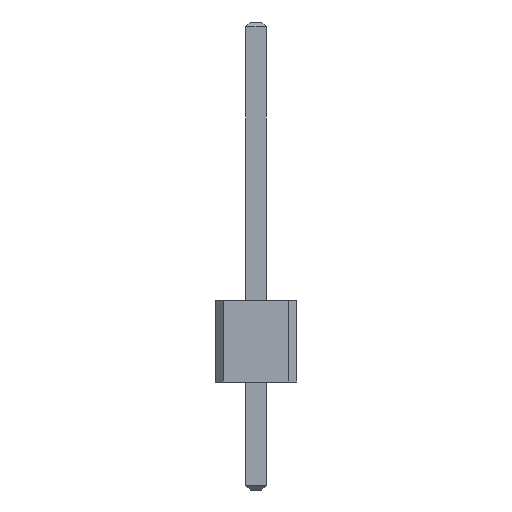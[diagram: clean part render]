
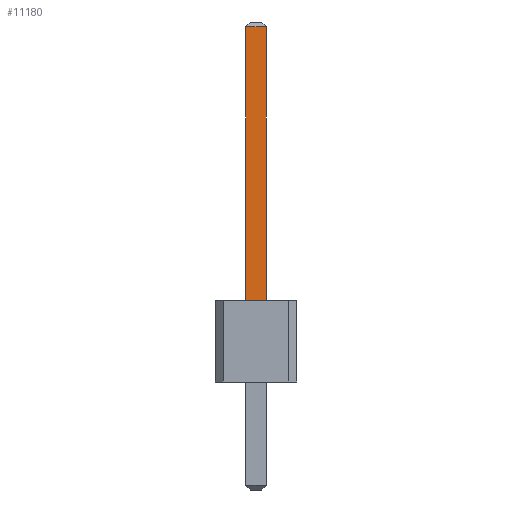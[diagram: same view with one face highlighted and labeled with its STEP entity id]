
A CAD part, front view. The second image highlights one B-rep face of the part: STEP entity #11180.
In plain terms, the highlighted face is planar.
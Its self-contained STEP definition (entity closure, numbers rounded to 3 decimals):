
#111 = PLANE('',#112);
#112 = AXIS2_PLACEMENT_3D('',#113,#114,#115);
#113 = CARTESIAN_POINT('',(11.43,0.,2.5));
#114 = DIRECTION('',(0.,0.,1.));
#115 = DIRECTION('',(1.,0.,0.));
#5325 = VERTEX_POINT('',#5326);
#5326 = CARTESIAN_POINT('',(23.18,-0.32,2.5));
#5341 = PLANE('',#5342);
#5342 = AXIS2_PLACEMENT_3D('',#5343,#5344,#5345);
#5343 = CARTESIAN_POINT('',(22.54,-0.32,-3.3));
#5344 = DIRECTION('',(0.,1.,0.));
#5345 = DIRECTION('',(1.,0.,0.));
#5379 = VERTEX_POINT('',#5380);
#5380 = CARTESIAN_POINT('',(23.18,0.32,2.5));
#5393 = PLANE('',#5394);
#5394 = AXIS2_PLACEMENT_3D('',#5395,#5396,#5397);
#5395 = CARTESIAN_POINT('',(23.18,0.32,-3.3));
#5396 = DIRECTION('',(0.,-1.,0.));
#5397 = DIRECTION('',(-1.,0.,0.));
#5404 = EDGE_CURVE('',#5379,#5325,#5405,.T.);
#5405 = SURFACE_CURVE('',#5406,(#5410,#5416),.PCURVE_S1.);
#5406 = LINE('',#5407,#5408);
#5407 = CARTESIAN_POINT('',(23.18,-0.16,2.5));
#5408 = VECTOR('',#5409,1.);
#5409 = DIRECTION('',(0.,-1.,0.));
#5410 = PCURVE('',#111,#5411);
#5411 = DEFINITIONAL_REPRESENTATION('',(#5412),#5415);
#5412 = B_SPLINE_CURVE_WITH_KNOTS('',1,(#5413,#5414),.UNSPECIFIED.,.F.,
  .F.,(2,2),(-0.544,0.224),.PIECEWISE_BEZIER_KNOTS.);
#5413 = CARTESIAN_POINT('',(11.75,0.384));
#5414 = CARTESIAN_POINT('',(11.75,-0.384));
#5415 = ( GEOMETRIC_REPRESENTATION_CONTEXT(2) 
PARAMETRIC_REPRESENTATION_CONTEXT() REPRESENTATION_CONTEXT('2D SPACE',''
  ) );
#5416 = PCURVE('',#5417,#5422);
#5417 = PLANE('',#5418);
#5418 = AXIS2_PLACEMENT_3D('',#5419,#5420,#5421);
#5419 = CARTESIAN_POINT('',(23.18,-0.32,-3.3));
#5420 = DIRECTION('',(-1.,0.,0.));
#5421 = DIRECTION('',(0.,1.,0.));
#5422 = DEFINITIONAL_REPRESENTATION('',(#5423),#5426);
#5423 = B_SPLINE_CURVE_WITH_KNOTS('',1,(#5424,#5425),.UNSPECIFIED.,.F.,
  .F.,(2,2),(-0.544,0.224),.PIECEWISE_BEZIER_KNOTS.);
#5424 = CARTESIAN_POINT('',(0.704,-5.8));
#5425 = CARTESIAN_POINT('',(-0.064,-5.8));
#5426 = ( GEOMETRIC_REPRESENTATION_CONTEXT(2) 
PARAMETRIC_REPRESENTATION_CONTEXT() REPRESENTATION_CONTEXT('2D SPACE',''
  ) );
#11133 = VERTEX_POINT('',#11134);
#11134 = CARTESIAN_POINT('',(23.18,-0.32,10.85));
#11160 = EDGE_CURVE('',#5325,#11133,#11161,.T.);
#11161 = SURFACE_CURVE('',#11162,(#11166,#11173),.PCURVE_S1.);
#11162 = LINE('',#11163,#11164);
#11163 = CARTESIAN_POINT('',(23.18,-0.32,-3.3));
#11164 = VECTOR('',#11165,1.);
#11165 = DIRECTION('',(0.,0.,1.));
#11166 = PCURVE('',#5341,#11167);
#11167 = DEFINITIONAL_REPRESENTATION('',(#11168),#11172);
#11168 = LINE('',#11169,#11170);
#11169 = CARTESIAN_POINT('',(0.64,0.));
#11170 = VECTOR('',#11171,1.);
#11171 = DIRECTION('',(0.,-1.));
#11172 = ( GEOMETRIC_REPRESENTATION_CONTEXT(2) 
PARAMETRIC_REPRESENTATION_CONTEXT() REPRESENTATION_CONTEXT('2D SPACE',''
  ) );
#11173 = PCURVE('',#5417,#11174);
#11174 = DEFINITIONAL_REPRESENTATION('',(#11175),#11179);
#11175 = LINE('',#11176,#11177);
#11176 = CARTESIAN_POINT('',(0.,0.));
#11177 = VECTOR('',#11178,1.);
#11178 = DIRECTION('',(0.,-1.));
#11179 = ( GEOMETRIC_REPRESENTATION_CONTEXT(2) 
PARAMETRIC_REPRESENTATION_CONTEXT() REPRESENTATION_CONTEXT('2D SPACE',''
  ) );
#11180 = ADVANCED_FACE('',(#11181),#5417,.F.);
#11181 = FACE_BOUND('',#11182,.F.);
#11182 = EDGE_LOOP('',(#11183,#11184,#11185,#11213));
#11183 = ORIENTED_EDGE('',*,*,#5404,.T.);
#11184 = ORIENTED_EDGE('',*,*,#11160,.T.);
#11185 = ORIENTED_EDGE('',*,*,#11186,.T.);
#11186 = EDGE_CURVE('',#11133,#11187,#11189,.T.);
#11187 = VERTEX_POINT('',#11188);
#11188 = CARTESIAN_POINT('',(23.18,0.32,10.85));
#11189 = SURFACE_CURVE('',#11190,(#11194,#11201),.PCURVE_S1.);
#11190 = LINE('',#11191,#11192);
#11191 = CARTESIAN_POINT('',(23.18,-0.32,10.85));
#11192 = VECTOR('',#11193,1.);
#11193 = DIRECTION('',(0.,1.,0.));
#11194 = PCURVE('',#5417,#11195);
#11195 = DEFINITIONAL_REPRESENTATION('',(#11196),#11200);
#11196 = LINE('',#11197,#11198);
#11197 = CARTESIAN_POINT('',(0.,-14.15));
#11198 = VECTOR('',#11199,1.);
#11199 = DIRECTION('',(1.,0.));
#11200 = ( GEOMETRIC_REPRESENTATION_CONTEXT(2) 
PARAMETRIC_REPRESENTATION_CONTEXT() REPRESENTATION_CONTEXT('2D SPACE',''
  ) );
#11201 = PCURVE('',#11202,#11207);
#11202 = PLANE('',#11203);
#11203 = AXIS2_PLACEMENT_3D('',#11204,#11205,#11206);
#11204 = CARTESIAN_POINT('',(23.105,-0.32,10.925));
#11205 = DIRECTION('',(-0.707,0.,
    -0.707));
#11206 = DIRECTION('',(0.,1.,0.));
#11207 = DEFINITIONAL_REPRESENTATION('',(#11208),#11212);
#11208 = LINE('',#11209,#11210);
#11209 = CARTESIAN_POINT('',(0.,0.106));
#11210 = VECTOR('',#11211,1.);
#11211 = DIRECTION('',(1.,0.));
#11212 = ( GEOMETRIC_REPRESENTATION_CONTEXT(2) 
PARAMETRIC_REPRESENTATION_CONTEXT() REPRESENTATION_CONTEXT('2D SPACE',''
  ) );
#11213 = ORIENTED_EDGE('',*,*,#11214,.F.);
#11214 = EDGE_CURVE('',#5379,#11187,#11215,.T.);
#11215 = SURFACE_CURVE('',#11216,(#11220,#11227),.PCURVE_S1.);
#11216 = LINE('',#11217,#11218);
#11217 = CARTESIAN_POINT('',(23.18,0.32,-3.3));
#11218 = VECTOR('',#11219,1.);
#11219 = DIRECTION('',(0.,0.,1.));
#11220 = PCURVE('',#5417,#11221);
#11221 = DEFINITIONAL_REPRESENTATION('',(#11222),#11226);
#11222 = LINE('',#11223,#11224);
#11223 = CARTESIAN_POINT('',(0.64,0.));
#11224 = VECTOR('',#11225,1.);
#11225 = DIRECTION('',(0.,-1.));
#11226 = ( GEOMETRIC_REPRESENTATION_CONTEXT(2) 
PARAMETRIC_REPRESENTATION_CONTEXT() REPRESENTATION_CONTEXT('2D SPACE',''
  ) );
#11227 = PCURVE('',#5393,#11228);
#11228 = DEFINITIONAL_REPRESENTATION('',(#11229),#11233);
#11229 = LINE('',#11230,#11231);
#11230 = CARTESIAN_POINT('',(0.,-0.));
#11231 = VECTOR('',#11232,1.);
#11232 = DIRECTION('',(0.,-1.));
#11233 = ( GEOMETRIC_REPRESENTATION_CONTEXT(2) 
PARAMETRIC_REPRESENTATION_CONTEXT() REPRESENTATION_CONTEXT('2D SPACE',''
  ) );
